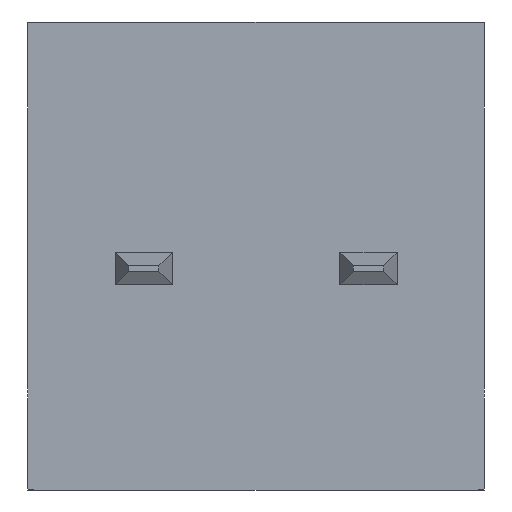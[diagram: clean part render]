
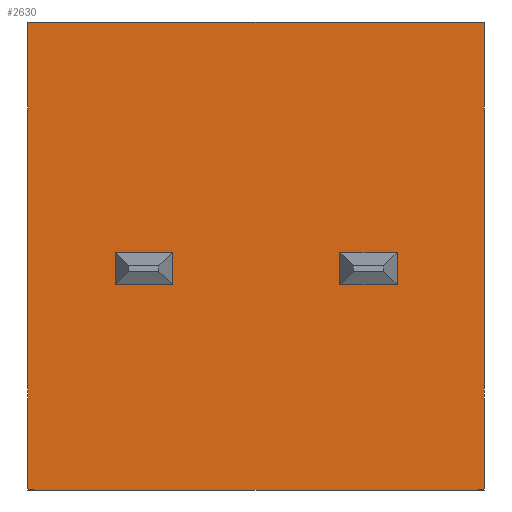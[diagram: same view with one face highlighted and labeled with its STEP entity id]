
A CAD part, front view. The second image highlights one B-rep face of the part: STEP entity #2630.
In plain terms, the highlighted planar face has unit normal (0, -1, 0).
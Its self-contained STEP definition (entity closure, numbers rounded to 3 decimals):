
#65 = VERTEX_POINT ( 'NONE', #702 ) ;
#66 = VERTEX_POINT ( 'NONE', #703 ) ;
#108 = VERTEX_POINT ( 'NONE', #713 ) ;
#109 = VERTEX_POINT ( 'NONE', #714 ) ;
#114 = VERTEX_POINT ( 'NONE', #719 ) ;
#115 = VERTEX_POINT ( 'NONE', #720 ) ;
#329 = ORIENTED_EDGE ( 'NONE', *, *, #2697, .F. ) ;
#331 = ORIENTED_EDGE ( 'NONE', *, *, #2671, .F. ) ;
#332 = ORIENTED_EDGE ( 'NONE', *, *, #2709, .T. ) ;
#333 = ORIENTED_EDGE ( 'NONE', *, *, #2699, .F. ) ;
#334 = ORIENTED_EDGE ( 'NONE', *, *, #2661, .F. ) ;
#335 = ORIENTED_EDGE ( 'NONE', *, *, #2692, .F. ) ;
#336 = ORIENTED_EDGE ( 'NONE', *, *, #2708, .T. ) ;
#337 = ORIENTED_EDGE ( 'NONE', *, *, #2694, .F. ) ;
#338 = ORIENTED_EDGE ( 'NONE', *, *, #2747, .T. ) ;
#339 = ORIENTED_EDGE ( 'NONE', *, *, #2736, .T. ) ;
#340 = ORIENTED_EDGE ( 'NONE', *, *, #2749, .F. ) ;
#342 = ORIENTED_EDGE ( 'NONE', *, *, #2750, .F. ) ;
#503 = EDGE_LOOP ( 'NONE', ( #329, #332, #333, #331 ) ) ;
#504 = EDGE_LOOP ( 'NONE', ( #335, #336, #337, #334 ) ) ;
#505 = EDGE_LOOP ( 'NONE', ( #338, #339, #340, #342 ) ) ;
#528 = VERTEX_POINT ( 'NONE', #780 ) ;
#529 = VERTEX_POINT ( 'NONE', #781 ) ;
#539 = VERTEX_POINT ( 'NONE', #791 ) ;
#540 = VERTEX_POINT ( 'NONE', #792 ) ;
#541 = VERTEX_POINT ( 'NONE', #793 ) ;
#542 = VERTEX_POINT ( 'NONE', #794 ) ;
#702 = CARTESIAN_POINT ( 'NONE',  ( 2.198, 0., 0.055 ) ) ;
#703 = CARTESIAN_POINT ( 'NONE',  ( 2.198, 0., -0.445 ) ) ;
#713 = CARTESIAN_POINT ( 'NONE',  ( -3.556, 0., -3.645 ) ) ;
#714 = CARTESIAN_POINT ( 'NONE',  ( -3.556, 0., 3.645 ) ) ;
#719 = CARTESIAN_POINT ( 'NONE',  ( 3.556, 0., 3.645 ) ) ;
#720 = CARTESIAN_POINT ( 'NONE',  ( 3.556, 0., -3.645 ) ) ;
#780 = CARTESIAN_POINT ( 'NONE',  ( -1.302, 0., 0.055 ) ) ;
#781 = CARTESIAN_POINT ( 'NONE',  ( -1.302, 0., -0.445 ) ) ;
#791 = CARTESIAN_POINT ( 'NONE',  ( 1.308, 0., -0.445 ) ) ;
#792 = CARTESIAN_POINT ( 'NONE',  ( 1.308, 0., 0.055 ) ) ;
#793 = CARTESIAN_POINT ( 'NONE',  ( -2.192, 0., -0.445 ) ) ;
#794 = CARTESIAN_POINT ( 'NONE',  ( -2.192, 0., 0.055 ) ) ;
#1736 = PLANE ( 'NONE',  #1762 ) ;
#1737 = CARTESIAN_POINT ( 'NONE',  ( -3.556, 0., 3.645 ) ) ;
#1738 = DIRECTION ( 'NONE',  ( 0., -1., 0. ) ) ;
#1739 = DIRECTION ( 'NONE',  ( 0., 0., -1. ) ) ;
#1757 = FACE_BOUND ( 'NONE', #504, .T. ) ;
#1762 = AXIS2_PLACEMENT_3D ( 'NONE', #1737, #1738, #1739 ) ;
#1767 = FACE_BOUND ( 'NONE', #503, .T. ) ;
#1770 = FACE_OUTER_BOUND ( 'NONE', #505, .T. ) ;
#1944 = LINE ( 'NONE', #1945, #2077 ) ;
#1945 = CARTESIAN_POINT ( 'NONE',  ( 2.198, 0., 0. ) ) ;
#1946 = DIRECTION ( 'NONE',  ( 0., 0., 1. ) ) ;
#1974 = LINE ( 'NONE', #1975, #2087 ) ;
#1975 = CARTESIAN_POINT ( 'NONE',  ( -1.302, 0., 0. ) ) ;
#1976 = DIRECTION ( 'NONE',  ( 0., 0., 1. ) ) ;
#2037 = LINE ( 'NONE', #2038, #2108 ) ;
#2038 = CARTESIAN_POINT ( 'NONE',  ( 1.308, 0., -0.445 ) ) ;
#2039 = DIRECTION ( 'NONE',  ( 1., 0., 0. ) ) ;
#2043 = LINE ( 'NONE', #2044, #2110 ) ;
#2044 = CARTESIAN_POINT ( 'NONE',  ( 1.308, 0., 0.055 ) ) ;
#2045 = DIRECTION ( 'NONE',  ( -1., 0., 0. ) ) ;
#2052 = LINE ( 'NONE', #2053, #2113 ) ;
#2053 = CARTESIAN_POINT ( 'NONE',  ( -2.192, 0., -0.445 ) ) ;
#2054 = DIRECTION ( 'NONE',  ( 1., 0., 0. ) ) ;
#2058 = LINE ( 'NONE', #2059, #2115 ) ;
#2059 = CARTESIAN_POINT ( 'NONE',  ( -2.192, 0., 0.055 ) ) ;
#2060 = DIRECTION ( 'NONE',  ( -1., 0., 0. ) ) ;
#2077 = VECTOR ( 'NONE', #1946, 1000. ) ;
#2087 = VECTOR ( 'NONE', #1976, 1000. ) ;
#2108 = VECTOR ( 'NONE', #2039, 1000. ) ;
#2110 = VECTOR ( 'NONE', #2045, 1000. ) ;
#2113 = VECTOR ( 'NONE', #2054, 1000. ) ;
#2115 = VECTOR ( 'NONE', #2060, 1000. ) ;
#2124 = VECTOR ( 'NONE', #2152, 1000. ) ;
#2125 = VECTOR ( 'NONE', #2155, 1000. ) ;
#2150 = LINE ( 'NONE', #2151, #2124 ) ;
#2151 = CARTESIAN_POINT ( 'NONE',  ( 1.308, 0., 3.645 ) ) ;
#2152 = DIRECTION ( 'NONE',  ( 0., 0., 1. ) ) ;
#2153 = LINE ( 'NONE', #2154, #2125 ) ;
#2154 = CARTESIAN_POINT ( 'NONE',  ( -2.192, 0., 3.645 ) ) ;
#2155 = DIRECTION ( 'NONE',  ( 0., 0., 1. ) ) ;
#2234 = LINE ( 'NONE', #2235, #2299 ) ;
#2235 = CARTESIAN_POINT ( 'NONE',  ( -3.556, 0., 3.645 ) ) ;
#2236 = DIRECTION ( 'NONE',  ( 0., 0., -1. ) ) ;
#2267 = LINE ( 'NONE', #2268, #2311 ) ;
#2268 = CARTESIAN_POINT ( 'NONE',  ( -3.556, 0., 3.645 ) ) ;
#2269 = DIRECTION ( 'NONE',  ( -1., 0., 0. ) ) ;
#2273 = LINE ( 'NONE', #2274, #2313 ) ;
#2274 = CARTESIAN_POINT ( 'NONE',  ( -3.556, 0., -3.645 ) ) ;
#2275 = DIRECTION ( 'NONE',  ( -1., 0., 0. ) ) ;
#2276 = LINE ( 'NONE', #2277, #2314 ) ;
#2277 = CARTESIAN_POINT ( 'NONE',  ( 3.556, 0., 0. ) ) ;
#2278 = DIRECTION ( 'NONE',  ( 0., 0., -1. ) ) ;
#2299 = VECTOR ( 'NONE', #2236, 1000. ) ;
#2311 = VECTOR ( 'NONE', #2269, 1000. ) ;
#2313 = VECTOR ( 'NONE', #2275, 1000. ) ;
#2314 = VECTOR ( 'NONE', #2278, 1000. ) ;
#2630 = ADVANCED_FACE ( 'NONE', ( #1767, #1757, #1770 ), #1736, .T. ) ;
#2661 = EDGE_CURVE ( 'NONE', #66, #65, #1944, .T. ) ;
#2671 = EDGE_CURVE ( 'NONE', #529, #528, #1974, .T. ) ;
#2692 = EDGE_CURVE ( 'NONE', #539, #66, #2037, .T. ) ;
#2694 = EDGE_CURVE ( 'NONE', #65, #540, #2043, .T. ) ;
#2697 = EDGE_CURVE ( 'NONE', #541, #529, #2052, .T. ) ;
#2699 = EDGE_CURVE ( 'NONE', #528, #542, #2058, .T. ) ;
#2708 = EDGE_CURVE ( 'NONE', #539, #540, #2150, .T. ) ;
#2709 = EDGE_CURVE ( 'NONE', #541, #542, #2153, .T. ) ;
#2736 = EDGE_CURVE ( 'NONE', #109, #108, #2234, .T. ) ;
#2747 = EDGE_CURVE ( 'NONE', #114, #109, #2267, .T. ) ;
#2749 = EDGE_CURVE ( 'NONE', #115, #108, #2273, .T. ) ;
#2750 = EDGE_CURVE ( 'NONE', #114, #115, #2276, .T. ) ;
